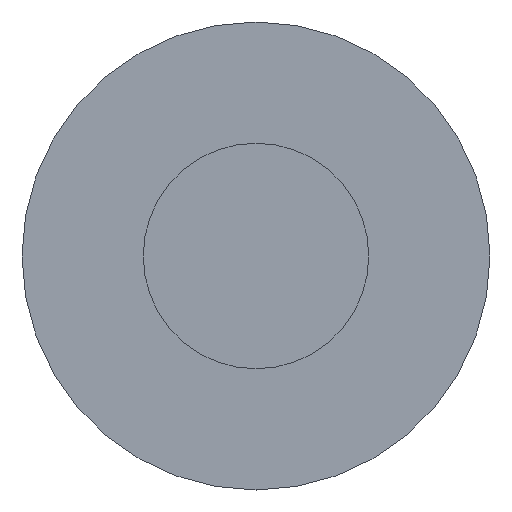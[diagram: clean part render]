
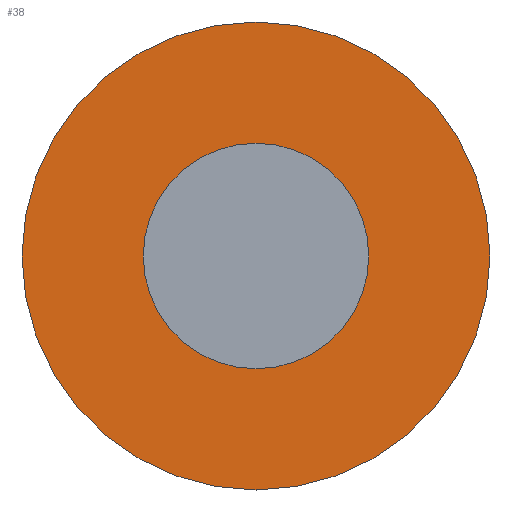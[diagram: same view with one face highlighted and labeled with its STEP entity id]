
A CAD part, front view. The second image highlights one B-rep face of the part: STEP entity #38.
In plain terms, the highlighted planar face has unit normal (0, -1, 0).
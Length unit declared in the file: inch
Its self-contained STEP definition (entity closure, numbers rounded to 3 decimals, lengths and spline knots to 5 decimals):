
#38 = ADVANCED_FACE ( 'NONE', ( #299, #200 ), #308, .T. ) ;
#39 = EDGE_LOOP ( 'NONE', ( #40, #42 ) ) ;
#40 = ORIENTED_EDGE ( 'NONE', *, *, #41, .F. ) ;
#41 = EDGE_CURVE ( 'NONE', #75, #101, #288, .T. ) ;
#42 = ORIENTED_EDGE ( 'NONE', *, *, #77, .F. ) ;
#43 = EDGE_LOOP ( 'NONE', ( #44, #45 ) ) ;
#44 = ORIENTED_EDGE ( 'NONE', *, *, #68, .F. ) ;
#45 = ORIENTED_EDGE ( 'NONE', *, *, #127, .F. ) ;
#68 = EDGE_CURVE ( 'NONE', #69, #70, #210, .T. ) ;
#69 = VERTEX_POINT ( 'NONE', #320 ) ;
#70 = VERTEX_POINT ( 'NONE', #319 ) ;
#75 = VERTEX_POINT ( 'NONE', #287 ) ;
#77 = EDGE_CURVE ( 'NONE', #101, #75, #286, .T. ) ;
#101 = VERTEX_POINT ( 'NONE', #385 ) ;
#127 = EDGE_CURVE ( 'NONE', #70, #69, #357, .T. ) ;
#200 = FACE_OUTER_BOUND ( 'NONE', #43, .T. ) ;
#208 = DIRECTION ( 'NONE',  ( 0., 1., 0. ) ) ;
#209 = AXIS2_PLACEMENT_3D ( 'NONE', #215, #208, #321 ) ;
#210 = CIRCLE ( 'NONE', #209, 0.03113 ) ;
#215 = CARTESIAN_POINT ( 'NONE',  ( 0., -0.3, 0. ) ) ;
#231 = DIRECTION ( 'NONE',  ( 1., 0., 0. ) ) ;
#232 = DIRECTION ( 'NONE',  ( 0., -1., 0. ) ) ;
#233 = AXIS2_PLACEMENT_3D ( 'NONE', #309, #232, #231 ) ;
#282 = DIRECTION ( 'NONE',  ( 1., 0., 0. ) ) ;
#283 = DIRECTION ( 'NONE',  ( 0., -1., 0. ) ) ;
#284 = CARTESIAN_POINT ( 'NONE',  ( 0., -0.3, 0. ) ) ;
#285 = AXIS2_PLACEMENT_3D ( 'NONE', #284, #283, #282 ) ;
#286 = CIRCLE ( 'NONE', #285, 0.015 ) ;
#287 = CARTESIAN_POINT ( 'NONE',  ( 0.015, -0.3, 0. ) ) ;
#288 = CIRCLE ( 'NONE', #233, 0.015 ) ;
#290 = DIRECTION ( 'NONE',  ( 1., 0., 0. ) ) ;
#299 = FACE_BOUND ( 'NONE', #39, .T. ) ;
#305 = DIRECTION ( 'NONE',  ( 0., -1., 0. ) ) ;
#306 = CARTESIAN_POINT ( 'NONE',  ( 0.03113, -0.3, 0. ) ) ;
#307 = AXIS2_PLACEMENT_3D ( 'NONE', #306, #305, #290 ) ;
#308 = PLANE ( 'NONE',  #307 ) ;
#309 = CARTESIAN_POINT ( 'NONE',  ( 0., -0.3, 0. ) ) ;
#319 = CARTESIAN_POINT ( 'NONE',  ( 0.03113, -0.3, 0. ) ) ;
#320 = CARTESIAN_POINT ( 'NONE',  ( -0.03113, -0.3, 0. ) ) ;
#321 = DIRECTION ( 'NONE',  ( -1., 0., 0. ) ) ;
#352 = AXIS2_PLACEMENT_3D ( 'NONE', #488, #487, #486 ) ;
#357 = CIRCLE ( 'NONE', #352, 0.03113 ) ;
#385 = CARTESIAN_POINT ( 'NONE',  ( -0.015, -0.3, 0. ) ) ;
#486 = DIRECTION ( 'NONE',  ( -1., 0., 0. ) ) ;
#487 = DIRECTION ( 'NONE',  ( 0., 1., 0. ) ) ;
#488 = CARTESIAN_POINT ( 'NONE',  ( 0., -0.3, 0. ) ) ;
